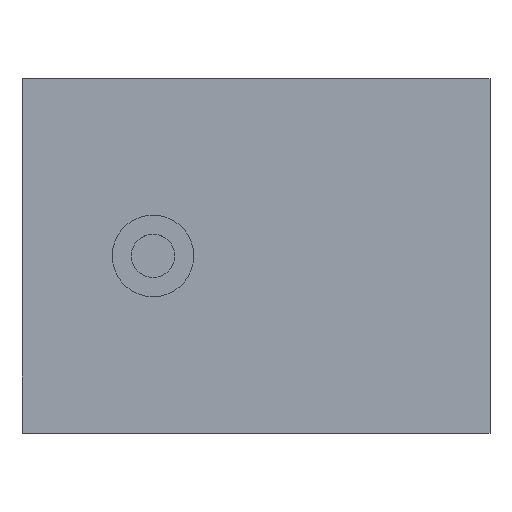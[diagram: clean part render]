
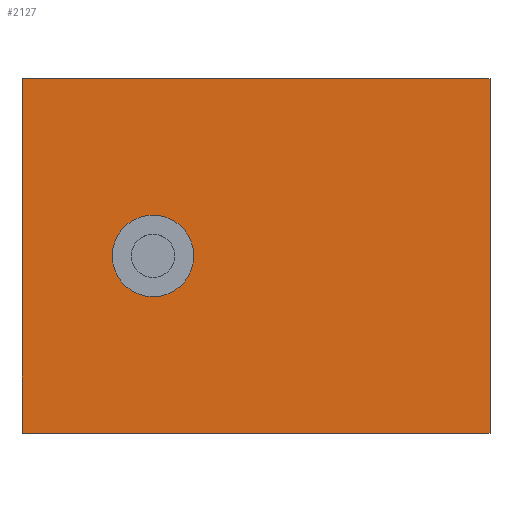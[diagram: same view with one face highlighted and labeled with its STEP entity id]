
A CAD part, top view. The second image highlights one B-rep face of the part: STEP entity #2127.
In plain terms, the highlighted planar face has unit normal (0, 0, 1).
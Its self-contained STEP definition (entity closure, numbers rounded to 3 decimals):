
#1618 = VERTEX_POINT('',#1619);
#1619 = CARTESIAN_POINT('',(-1.069,0.025,1.));
#1625 = EDGE_CURVE('',#1626,#1618,#1628,.T.);
#1626 = VERTEX_POINT('',#1627);
#1627 = CARTESIAN_POINT('',(-0.459,0.025,1.));
#1628 = CIRCLE('',#1629,0.305);
#1629 = AXIS2_PLACEMENT_3D('',#1630,#1631,#1632);
#1630 = CARTESIAN_POINT('',(-0.764,0.025,1.));
#1631 = DIRECTION('',(0.,0.,1.));
#1632 = DIRECTION('',(-1.,0.,0.));
#1857 = EDGE_CURVE('',#1858,#1860,#1862,.T.);
#1858 = VERTEX_POINT('',#1859);
#1859 = CARTESIAN_POINT('',(1.756,-1.3,1.));
#1860 = VERTEX_POINT('',#1861);
#1861 = CARTESIAN_POINT('',(-1.744,-1.3,1.));
#1862 = LINE('',#1863,#1864);
#1863 = CARTESIAN_POINT('',(1.756,-1.3,1.));
#1864 = VECTOR('',#1865,1.);
#1865 = DIRECTION('',(-1.,0.,0.));
#1920 = EDGE_CURVE('',#1860,#1921,#1923,.T.);
#1921 = VERTEX_POINT('',#1922);
#1922 = CARTESIAN_POINT('',(-1.744,1.35,1.));
#1923 = LINE('',#1924,#1925);
#1924 = CARTESIAN_POINT('',(-1.744,-1.3,1.));
#1925 = VECTOR('',#1926,1.);
#1926 = DIRECTION('',(0.,1.,0.));
#1990 = EDGE_CURVE('',#1921,#1991,#1993,.T.);
#1991 = VERTEX_POINT('',#1992);
#1992 = CARTESIAN_POINT('',(1.756,1.35,1.));
#1993 = LINE('',#1994,#1995);
#1994 = CARTESIAN_POINT('',(-1.744,1.35,1.));
#1995 = VECTOR('',#1996,1.);
#1996 = DIRECTION('',(1.,0.,0.));
#2037 = EDGE_CURVE('',#1991,#1858,#2038,.T.);
#2038 = LINE('',#2039,#2040);
#2039 = CARTESIAN_POINT('',(1.756,1.35,1.));
#2040 = VECTOR('',#2041,1.);
#2041 = DIRECTION('',(0.,-1.,0.));
#2127 = ADVANCED_FACE('',(#2128,#2138),#2144,.F.);
#2128 = FACE_BOUND('',#2129,.T.);
#2129 = EDGE_LOOP('',(#2130,#2137));
#2130 = ORIENTED_EDGE('',*,*,#2131,.F.);
#2131 = EDGE_CURVE('',#1618,#1626,#2132,.T.);
#2132 = CIRCLE('',#2133,0.305);
#2133 = AXIS2_PLACEMENT_3D('',#2134,#2135,#2136);
#2134 = CARTESIAN_POINT('',(-0.764,0.025,1.));
#2135 = DIRECTION('',(0.,0.,1.));
#2136 = DIRECTION('',(-1.,0.,0.));
#2137 = ORIENTED_EDGE('',*,*,#1625,.F.);
#2138 = FACE_BOUND('',#2139,.T.);
#2139 = EDGE_LOOP('',(#2140,#2141,#2142,#2143));
#2140 = ORIENTED_EDGE('',*,*,#1857,.F.);
#2141 = ORIENTED_EDGE('',*,*,#2037,.F.);
#2142 = ORIENTED_EDGE('',*,*,#1990,.F.);
#2143 = ORIENTED_EDGE('',*,*,#1920,.F.);
#2144 = PLANE('',#2145);
#2145 = AXIS2_PLACEMENT_3D('',#2146,#2147,#2148);
#2146 = CARTESIAN_POINT('',(0.006,0.031,1.));
#2147 = DIRECTION('',(0.,0.,-1.));
#2148 = DIRECTION('',(1.,0.,0.));
